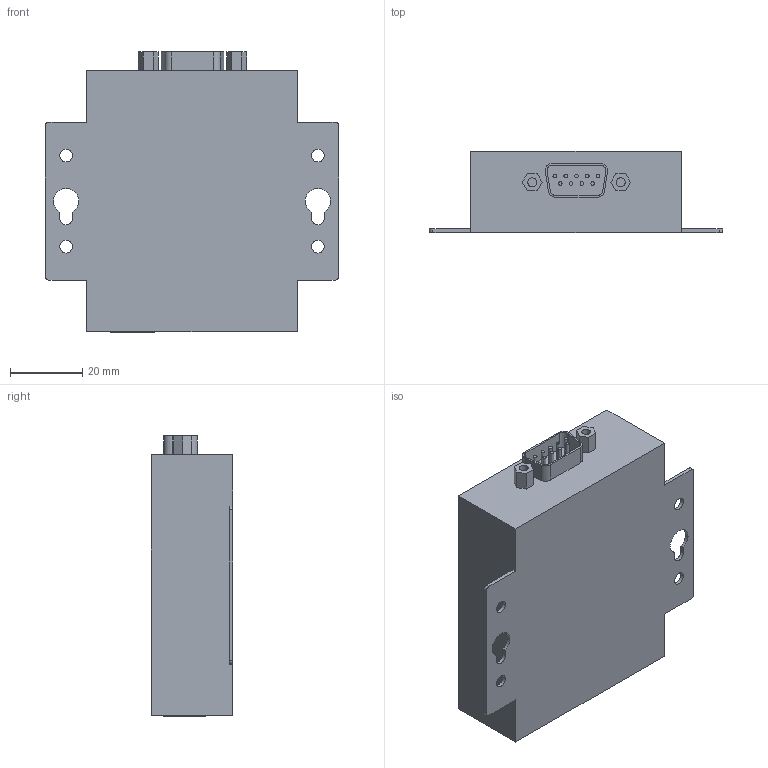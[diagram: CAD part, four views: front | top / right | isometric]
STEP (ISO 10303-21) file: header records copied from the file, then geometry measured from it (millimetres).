
FILE_DESCRIPTION(/* description */ (''),/* implementation_level */ '2;1');
FILE_NAME(/* name */ 'USB-COM-SI-M.stp',/* time_stamp */ '2016-07-18T09:46:38-04:00',/* author */ ('Kieran'),/* organization */ (''),/* preprocessor_version */ 'ST-DEVELOPER v15.6',/* originating_system */ 'Autodesk Inventor 2015',/* authorisation */ '');
FILE_SCHEMA (('AUTOMOTIVE_DESIGN { 1 0 10303 214 3 1 1 }'));
Length unit declared in the file: millimetre
Products named in the file (1): USB-COM-SI-M
Bounding box: 81.25 x 22.5 x 77.7 mm (x, y, z)
Volume: 95129 mm3; surface area: 17548.2 mm2
Topology: 1 solids, 1 shells, 101 faces, 243 edges, 162 vertices
Faces by surface type: plane 70, cylinder 31
Full cylindrical faces by diameter (mm): 1 x9, 2.45 x2, 3.5 x4
Entity records: 2912 total; most frequent: DIRECTION 494, CARTESIAN_POINT 492, ORIENTED_EDGE 456, EDGE_CURVE 228, LINE 166, VECTOR 166, AXIS2_PLACEMENT_3D 164, VERTEX_POINT 162
